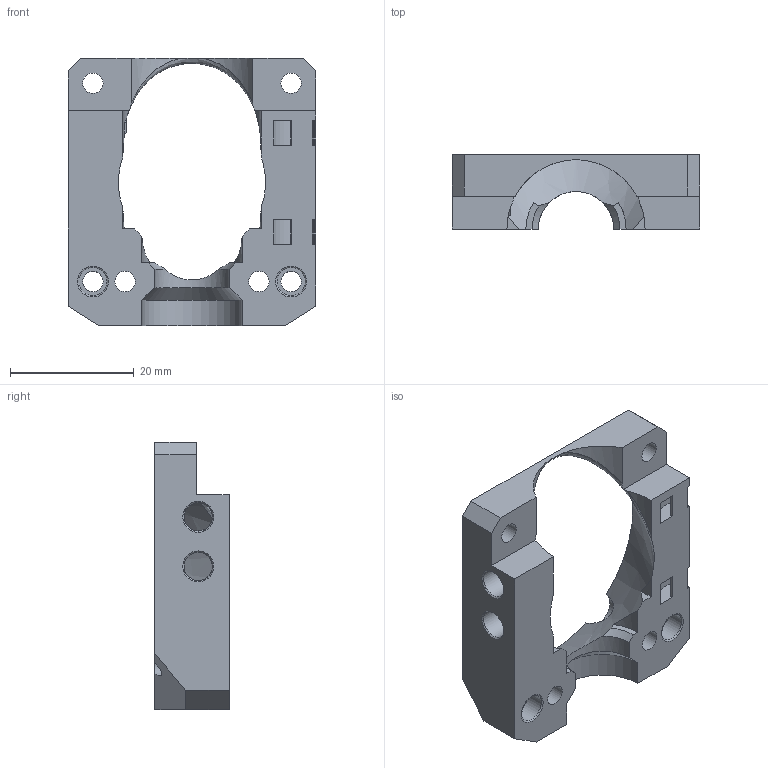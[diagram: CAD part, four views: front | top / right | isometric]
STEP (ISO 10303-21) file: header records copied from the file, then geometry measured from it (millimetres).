
FILE_DESCRIPTION(/* description */ (''),/* implementation_level */ '2;1');
FILE_NAME(/* name */ 'v6_face-2.4.1-inserts.step',/* time_stamp */ '2022-01-17T14:09:00+01:00',/* author */ (''),/* organization */ (''),/* preprocessor_version */ 'ST-DEVELOPER v18.1',/* originating_system */ 'Autodesk Translation Framework v10.10.0.1391',/* authorisation */ '');
FILE_SCHEMA (('AUTOMOTIVE_DESIGN { 1 0 10303 214 3 1 1 }'));
Length unit declared in the file: millimetre
Products named in the file (1): v6_face
Bounding box: 40 x 12 x 43.1 mm (x, y, z)
Volume: 6960.5 mm3; surface area: 5030.8 mm2
Topology: 1 solids, 1 shells, 75 faces, 229 edges, 151 vertices
Faces by surface type: plane 40, cylinder 26, cone 5, torus 2, bspline 2
Full cylindrical faces by diameter (mm): 3.3 x6, 4.58 x4, 5.8 x2
Entity records: 3252 total; most frequent: CARTESIAN_POINT 1136, ORIENTED_EDGE 456, DIRECTION 409, EDGE_CURVE 228, VERTEX_POINT 151, AXIS2_PLACEMENT_3D 143, LINE 123, VECTOR 123
